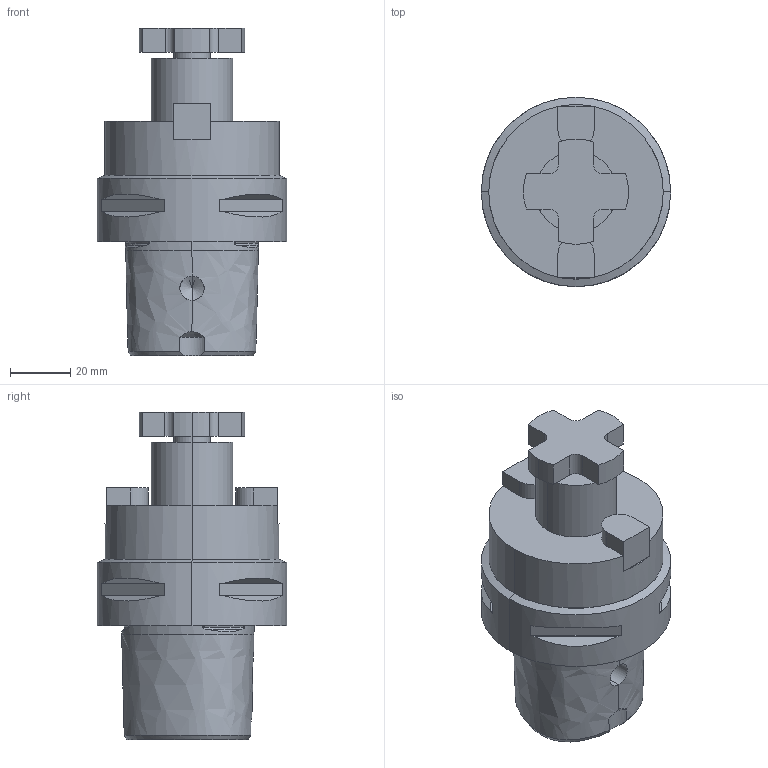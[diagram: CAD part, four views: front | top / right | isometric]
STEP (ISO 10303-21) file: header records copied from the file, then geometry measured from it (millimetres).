
FILE_DESCRIPTION (( 'STEP AP203' ), '1' );
FILE_NAME ('143.157.27.040.STEP', '2017-01-19T09:50:16', ( '' ), ( '' ), 'SwSTEP 2.0', 'SolidWorks 2015', '' );
FILE_SCHEMA (( 'CONFIG_CONTROL_DESIGN' ));
Length unit declared in the file: millimetre
Products named in the file (1): 143.157.27.040
Bounding box: 63 x 63 x 109 mm (x, y, z)
Volume: 163524.4 mm3; surface area: 27537.4 mm2
Topology: 1 solids, 1 shells, 118 faces, 291 edges, 182 vertices
Faces by surface type: plane 53, cylinder 32, cone 18, torus 9, bspline 6
Entity records: 5964 total; most frequent: CARTESIAN_POINT 3145, ORIENTED_EDGE 574, DIRECTION 571, EDGE_CURVE 287, AXIS2_PLACEMENT_3D 224, VERTEX_POINT 182, EDGE_LOOP 131, VECTOR 123
